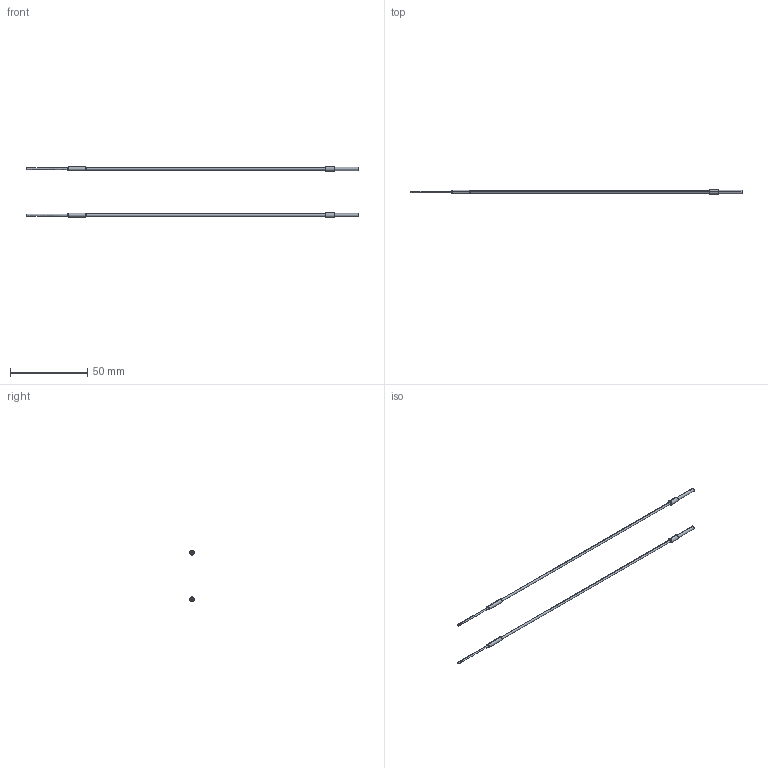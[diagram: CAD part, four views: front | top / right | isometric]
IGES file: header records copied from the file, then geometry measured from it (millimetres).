
Start section: SolidWorks IGES file using analytic representation for surfaces
Global section: file name: GPF-TH04S-27V3.IGS,15; native system: HSolidWorks 2018; preprocessor: SolidWorks 2018; author: LTW; date: 171118.102119; units: millimetre
Bounding box: 215 x 3 x 33 mm (x, y, z)
Surface area: 2321 mm2 (no closed solid volume)
Topology: 0 solids, 0 shells, 92 faces, 1004 edges, 1004 vertices
Faces by surface type: bspline 54, revolution 38
